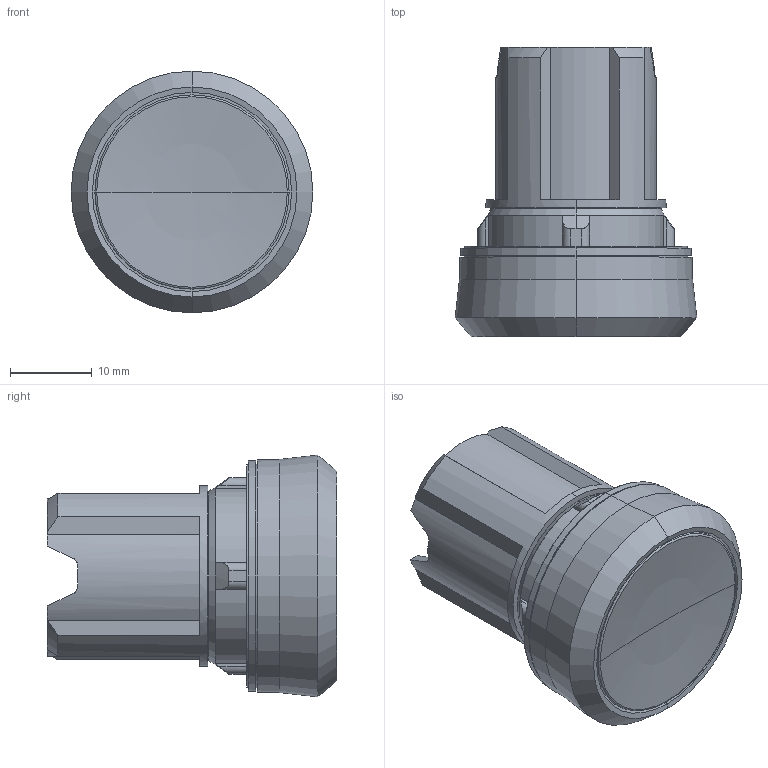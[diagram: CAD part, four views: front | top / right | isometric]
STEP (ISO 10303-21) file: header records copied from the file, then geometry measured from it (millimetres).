
FILE_DESCRIPTION(('no description'),'unknown implementation level');
FILE_NAME('3012_3SU1051-0AB40-0AA0_3D_v.stp',' ',('SIEMENS A&D'),('CADClick - KiM GmbH - www.kimweb.de'),'unknown preprocess','ACIS','unknown authorization');
FILE_SCHEMA(('automotive_design'));
Length unit declared in the file: millimetre
Products named in the file (2): 0
Bounding box: 29.49 x 35.3 x 29.49 mm (x, y, z)
Volume: 6693 mm3; surface area: 6985.2 mm2
Topology: 2 solids, 2 shells, 212 faces, 592 edges, 384 vertices
Faces by surface type: plane 88, cylinder 56, cone 52, torus 12, sphere 4
Entity records: 14660 total; most frequent: CARTESIAN_POINT 2669, STYLED_ITEM 1186, PRESENTATION_STYLE_ASSIGNMENT 1186, COLOUR_RGB 1186, ORIENTED_EDGE 1176, DIRECTION 1118, EDGE_CURVE 588, CURVE_STYLE 588
